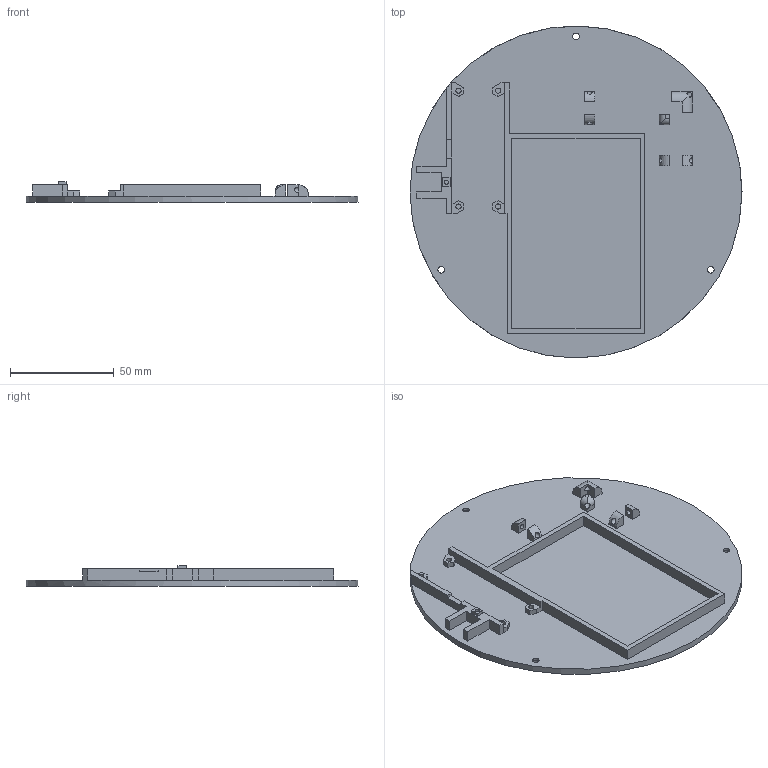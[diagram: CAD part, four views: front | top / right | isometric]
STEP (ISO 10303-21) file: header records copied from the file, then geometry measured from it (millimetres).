
FILE_DESCRIPTION(/* description */ ('','CAx-IF Rec.Pracs.---Representation and Presentation of Product Manufacturing Information (PMI)---4.0---2014-10-13'),/* implementation_level */ '2;1');
FILE_NAME(/* name */ 'Bottom v2.step',/* time_stamp */ '2025-03-11T01:42:55-07:00',/* author */ (''),/* organization */ (''),/* preprocessor_version */ 'ST-DEVELOPER v20',/* originating_system */ 'Autodesk Translation Framework v13.20.0.188',/* authorisation */ '');
FILE_SCHEMA (('AP242_MANAGED_MODEL_BASED_3D_ENGINEERING_MIM_LF { 1 0 10303 442 1 1 4 }'));
Length unit declared in the file: millimetre
Products named in the file (1): Bottom
Bounding box: 160 x 160 x 10 mm (x, y, z)
Volume: 67275.9 mm3; surface area: 47580.9 mm2
Topology: 1 solids, 1 shells, 123 faces, 322 edges, 214 vertices
Faces by surface type: plane 97, cylinder 26
Full cylindrical faces by diameter (mm): 2 x1, 2.5 x10, 3.2 x3, 5.5 x3, 160 x1
Entity records: 4038 total; most frequent: CARTESIAN_POINT 882, ORIENTED_EDGE 648, DIRECTION 613, EDGE_CURVE 324, LINE 257, VECTOR 257, VERTEX_POINT 214, AXIS2_PLACEMENT_3D 178
